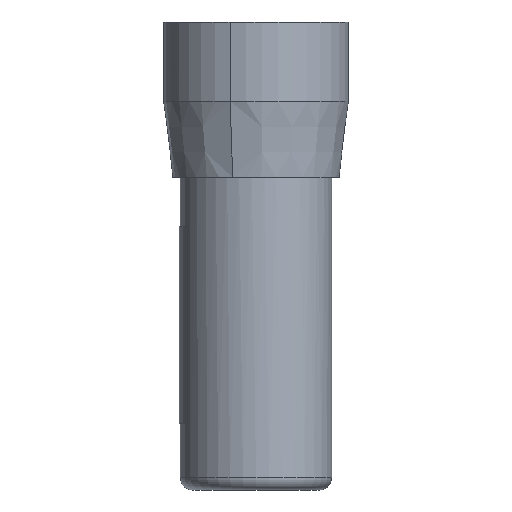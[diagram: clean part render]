
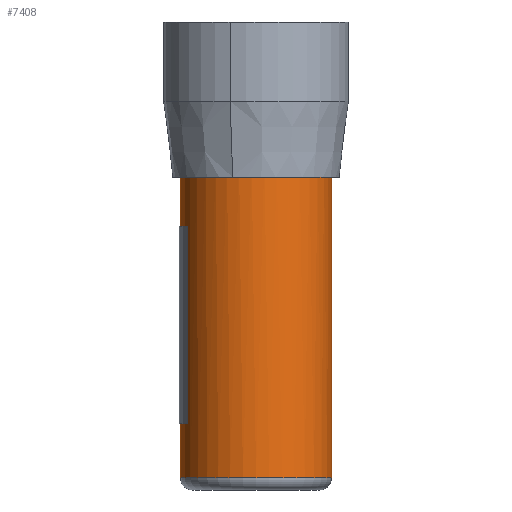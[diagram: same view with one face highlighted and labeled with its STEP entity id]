
A CAD part, left-side view. The second image highlights one B-rep face of the part: STEP entity #7408.
In plain terms, the highlighted cylindrical face has radius 14.541 mm (diameter 29.083 mm), a partial arc.
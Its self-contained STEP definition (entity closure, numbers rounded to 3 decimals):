
#220 = CARTESIAN_POINT ( 'NONE',  ( 0., 14.542, 59.817 ) ) ;
#610 = ORIENTED_EDGE ( 'NONE', *, *, #1438, .T. ) ;
#633 = CARTESIAN_POINT ( 'NONE',  ( -6.35, -13.082, 58.547 ) ) ;
#768 = CIRCLE ( 'NONE', #5488, 14.542 ) ;
#1095 = AXIS2_PLACEMENT_3D ( 'NONE', #8243, #2959, #8162 ) ;
#1415 = CARTESIAN_POINT ( 'NONE',  ( 0., -14.541, 59.817 ) ) ;
#1417 = DIRECTION ( 'NONE',  ( 0., 0., -1. ) ) ;
#1438 = EDGE_CURVE ( 'NONE', #8189, #8320, #7573, .T. ) ;
#1494 = VECTOR ( 'NONE', #1417, 1000. ) ;
#1578 = DIRECTION ( 'NONE',  ( 0., 0., -1. ) ) ;
#1791 = EDGE_CURVE ( 'NONE', #4410, #8189, #2486, .T. ) ;
#1827 = ORIENTED_EDGE ( 'NONE', *, *, #3455, .F. ) ;
#1963 = CARTESIAN_POINT ( 'NONE',  ( -6.35, -13.082, 58.547 ) ) ;
#2004 = CARTESIAN_POINT ( 'NONE',  ( 0., 0., 59.817 ) ) ;
#2092 = DIRECTION ( 'NONE',  ( 0., 0., 1. ) ) ;
#2184 = CARTESIAN_POINT ( 'NONE',  ( 0., 14.542, 59.817 ) ) ;
#2210 = EDGE_CURVE ( 'NONE', #7139, #3533, #7579, .T. ) ;
#2486 = LINE ( 'NONE', #220, #1494 ) ;
#2561 = ORIENTED_EDGE ( 'NONE', *, *, #6388, .F. ) ;
#2959 = DIRECTION ( 'NONE',  ( 0., 0., 1. ) ) ;
#3152 = VECTOR ( 'NONE', #8309, 1000. ) ;
#3200 = DIRECTION ( 'NONE',  ( 0., 0., -1. ) ) ;
#3455 = EDGE_CURVE ( 'NONE', #7139, #5698, #5596, .T. ) ;
#3528 = CARTESIAN_POINT ( 'NONE',  ( 0., 14.542, -1.829 ) ) ;
#3533 = VERTEX_POINT ( 'NONE', #4443 ) ;
#3685 = EDGE_LOOP ( 'NONE', ( #2561, #1827, #3724, #7612, #6673, #610 ) ) ;
#3724 = ORIENTED_EDGE ( 'NONE', *, *, #2210, .T. ) ;
#3880 = LINE ( 'NONE', #1415, #3905 ) ;
#3905 = VECTOR ( 'NONE', #3200, 1000. ) ;
#3988 = FACE_OUTER_BOUND ( 'NONE', #3685, .T. ) ;
#4119 = AXIS2_PLACEMENT_3D ( 'NONE', #5941, #2092, #5985 ) ;
#4410 = VERTEX_POINT ( 'NONE', #2184 ) ;
#4443 = CARTESIAN_POINT ( 'NONE',  ( -6.35, -13.082, 59.817 ) ) ;
#4581 = DIRECTION ( 'NONE',  ( 0., 0., 1. ) ) ;
#5014 = AXIS2_PLACEMENT_3D ( 'NONE', #6785, #1578, #8043 ) ;
#5458 = CYLINDRICAL_SURFACE ( 'NONE', #5014, 14.542 ) ;
#5488 = AXIS2_PLACEMENT_3D ( 'NONE', #2004, #4581, #7173 ) ;
#5596 = CIRCLE ( 'NONE', #4119, 14.542 ) ;
#5698 = VERTEX_POINT ( 'NONE', #7925 ) ;
#5761 = EDGE_CURVE ( 'NONE', #4410, #3533, #768, .T. ) ;
#5941 = CARTESIAN_POINT ( 'NONE',  ( 0., 0., 58.547 ) ) ;
#5985 = DIRECTION ( 'NONE',  ( 0., -1., 0. ) ) ;
#6357 = CARTESIAN_POINT ( 'NONE',  ( 0., -14.542, -1.829 ) ) ;
#6388 = EDGE_CURVE ( 'NONE', #5698, #8320, #3880, .T. ) ;
#6673 = ORIENTED_EDGE ( 'NONE', *, *, #1791, .T. ) ;
#6785 = CARTESIAN_POINT ( 'NONE',  ( 0., 0., 59.817 ) ) ;
#7139 = VERTEX_POINT ( 'NONE', #1963 ) ;
#7173 = DIRECTION ( 'NONE',  ( 0., -1., 0. ) ) ;
#7408 = ADVANCED_FACE ( 'NONE', ( #3988 ), #5458, .T. ) ;
#7573 = CIRCLE ( 'NONE', #1095, 14.542 ) ;
#7579 = LINE ( 'NONE', #633, #3152 ) ;
#7612 = ORIENTED_EDGE ( 'NONE', *, *, #5761, .F. ) ;
#7925 = CARTESIAN_POINT ( 'NONE',  ( 0., -14.541, 58.547 ) ) ;
#8043 = DIRECTION ( 'NONE',  ( 0., 1., 0. ) ) ;
#8162 = DIRECTION ( 'NONE',  ( 0., -1., 0. ) ) ;
#8189 = VERTEX_POINT ( 'NONE', #3528 ) ;
#8243 = CARTESIAN_POINT ( 'NONE',  ( 0., 0., -1.829 ) ) ;
#8309 = DIRECTION ( 'NONE',  ( 0., 0., 1. ) ) ;
#8320 = VERTEX_POINT ( 'NONE', #6357 ) ;
